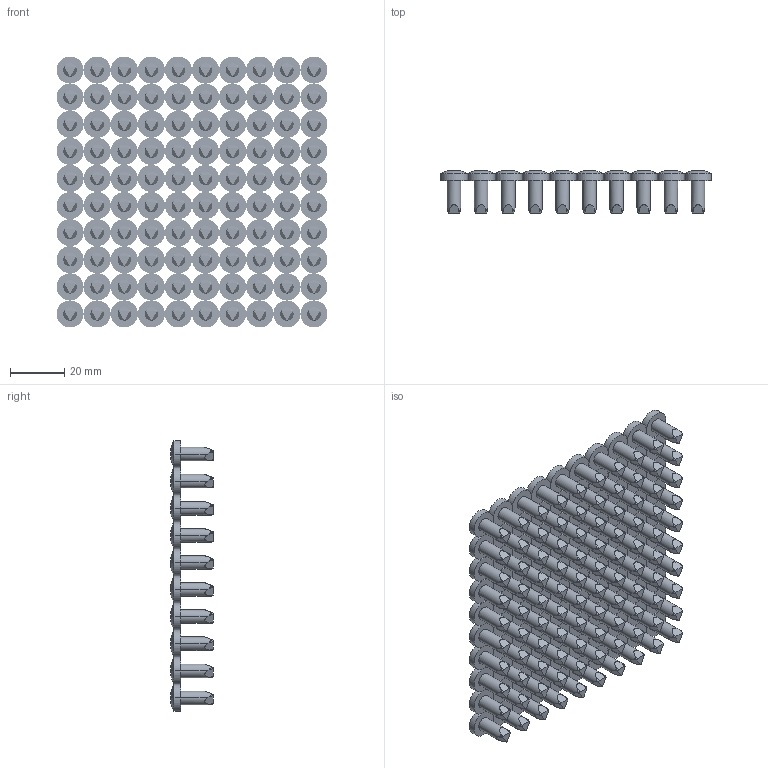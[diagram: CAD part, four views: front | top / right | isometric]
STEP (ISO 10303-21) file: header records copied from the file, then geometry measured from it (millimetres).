
FILE_DESCRIPTION (( 'STEP AP203' ), '1' );
FILE_NAME ('UR47800020101 暑祜脲牝 忤眚 󊙅2 DIN 7500 C TX (100) (000.801.478).STEP', '2022-04-26T10:58:47', ( '' ), ( '' ), 'SwSTEP 2.0', 'SolidWorks 2017', '' );
FILE_SCHEMA (( 'CONFIG_CONTROL_DESIGN' ));
Length unit declared in the file: millimetre
Products named in the file (2): Âèíò DIN 7500 C TORX_Œ5å12; UR47800020101 暑祜脲牝 忤眚 󊙅2 DIN 7500 C TX (100) (000.801.478)
Assembly tree (100 placements, depth 2):
  UR47800020101 暑祜脲牝 忤眚 󊙅2 DIN 7500 C TX (100) (000.801.478)
    Âèíò DIN 7500 C TORX_Œ5å12  x100
Bounding box: 100 x 15.69 x 100 mm (x, y, z)
Volume: 43761.9 mm3; surface area: 45832.9 mm2
Topology: 100 solids, 100 shells, 4100 faces, 11200 edges, 7400 vertices
Faces by surface type: plane 1800, cylinder 1700, cone 400, sphere 200
Entity records: 4740 total; most frequent: CARTESIAN_POINT 452, DIRECTION 413, ORIENTED_EDGE 224, CALENDAR_DATE 210, LOCAL_TIME 210, DATE_AND_TIME 210, COORDINATED_UNIVERSAL_TIME_OFFSET 210, AXIS2_PLACEMENT_3D 181
